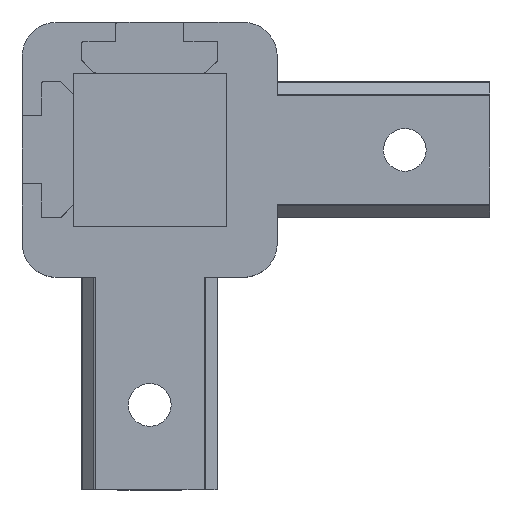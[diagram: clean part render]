
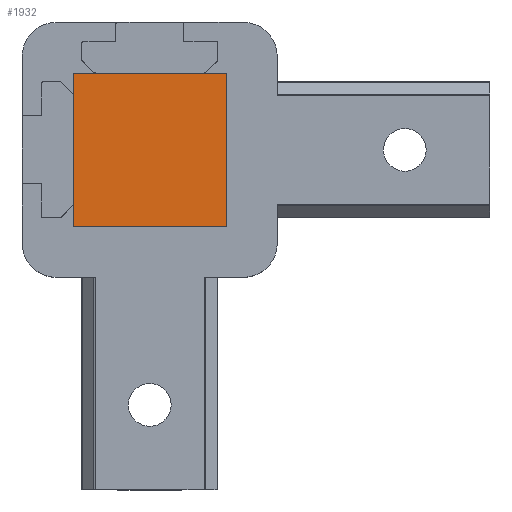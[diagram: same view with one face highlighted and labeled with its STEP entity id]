
A CAD part, top view. The second image highlights one B-rep face of the part: STEP entity #1932.
In plain terms, the highlighted planar face has unit normal (0, 0, 1).
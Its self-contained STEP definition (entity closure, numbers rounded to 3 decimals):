
#80=PLANE('',#2138);
#180=FACE_OUTER_BOUND('',#288,.T.);
#288=EDGE_LOOP('',(#1783,#1784,#1785,#1786));
#366=LINE('',#2959,#556);
#411=LINE('',#3090,#601);
#477=LINE('',#3278,#667);
#478=LINE('',#3280,#668);
#556=VECTOR('',#2352,10.);
#601=VECTOR('',#2477,10.);
#667=VECTOR('',#2709,10.);
#668=VECTOR('',#2712,10.);
#854=VERTEX_POINT('',#2956);
#855=VERTEX_POINT('',#2958);
#901=VERTEX_POINT('',#3089);
#940=VERTEX_POINT('',#3276);
#1061=EDGE_CURVE('',#854,#855,#366,.T.);
#1127=EDGE_CURVE('',#855,#901,#411,.T.);
#1221=EDGE_CURVE('',#940,#854,#477,.T.);
#1222=EDGE_CURVE('',#901,#940,#478,.T.);
#1783=ORIENTED_EDGE('',*,*,#1222,.F.);
#1784=ORIENTED_EDGE('',*,*,#1127,.F.);
#1785=ORIENTED_EDGE('',*,*,#1061,.F.);
#1786=ORIENTED_EDGE('',*,*,#1221,.F.);
#1932=ADVANCED_FACE('',(#180),#80,.F.);
#2138=AXIS2_PLACEMENT_3D('',#3281,#2713,#2714);
#2352=DIRECTION('',(0.,1.,0.));
#2477=DIRECTION('',(1.,0.,0.));
#2709=DIRECTION('',(-1.,0.,0.));
#2712=DIRECTION('',(0.,-1.,0.));
#2713=DIRECTION('center_axis',(0.,0.,-1.));
#2714=DIRECTION('ref_axis',(-1.,0.,0.));
#2956=CARTESIAN_POINT('',(-9.,-9.,-1.));
#2958=CARTESIAN_POINT('',(-9.,9.,-1.));
#2959=CARTESIAN_POINT('',(-9.,9.,-1.));
#3089=CARTESIAN_POINT('',(9.,9.,-1.));
#3090=CARTESIAN_POINT('',(9.,9.,-1.));
#3276=CARTESIAN_POINT('',(9.,-9.,-1.));
#3278=CARTESIAN_POINT('',(-9.,-9.,-1.));
#3280=CARTESIAN_POINT('',(9.,-9.,-1.));
#3281=CARTESIAN_POINT('Origin',(0.,0.,-1.));
